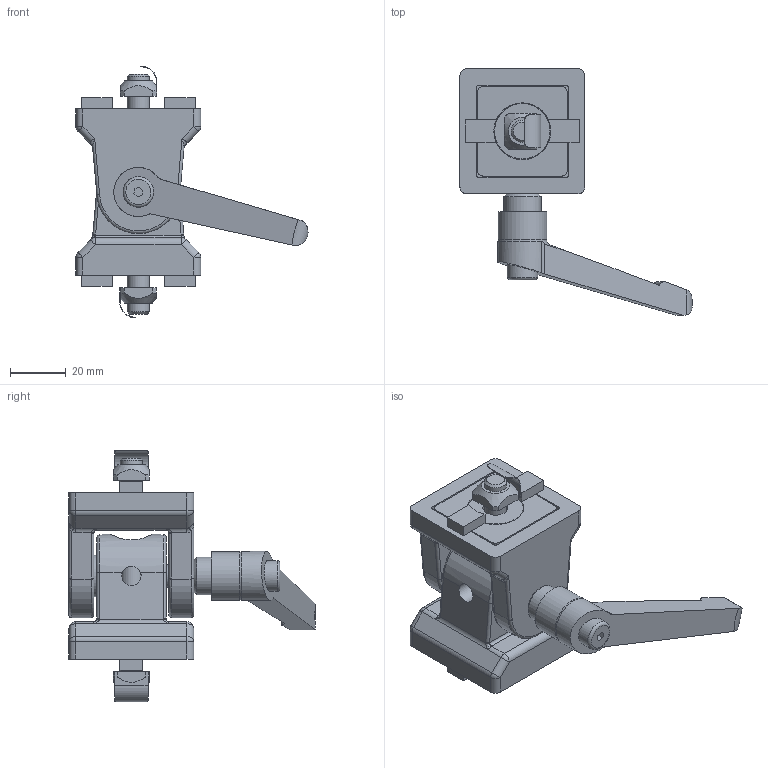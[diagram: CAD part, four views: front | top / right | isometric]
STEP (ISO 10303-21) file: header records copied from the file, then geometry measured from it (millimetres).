
FILE_DESCRIPTION(/* description */ ('Gleitmutter mit Federblech'),/* implementation_level */ '2;1');
FILE_NAME(/* name */ '212010-7.step',/* time_stamp */ '2021-08-27T13:49:28+02:00',/* author */ ('Oster'),/* organization */ (''),/* preprocessor_version */ 'ST-DEVELOPER v18.1',/* originating_system */ 'Autodesk Inventor 2021',/* authorisation */ '');
FILE_SCHEMA (('AUTOMOTIVE_DESIGN { 1 0 10303 214 3 1 1 }'));
Length unit declared in the file: millimetre
Products named in the file (10): leer; 21-2012-0FZ.003; 21-2011-0FZ.003; leer_1; leer_2; leer_3; 21-1351-2FZ.005; 21-1372-0FZ.001; 21-2016-0FZ.002; leer_4
Assembly tree (11 placements, depth 2):
  leer
    21-2012-0FZ.003
    21-2011-0FZ.003
    leer_1
    leer_2
    leer_3
    21-1351-2FZ.005  x2
    21-1372-0FZ.001
    21-2016-0FZ.002  x2
    leer_4
Bounding box: 83.67 x 88.69 x 90.61 mm (x, y, z)
Volume: 100234.6 mm3; surface area: 37962.3 mm2
Topology: 11 solids, 11 shells, 389 faces, 952 edges, 576 vertices
Faces by surface type: plane 146, cylinder 110, cone 59, bspline 38, torus 24, sphere 12
Full cylindrical faces by diameter (mm): 7 x2, 8 x7, 9 x3, 10 x3, 11 x1, 13 x2, 13.5 x1, 15 x3, 17.498 x1, 20 x2, 20.5 x2
Entity records: 12007 total; most frequent: CARTESIAN_POINT 3742, ORIENTED_EDGE 1644, DIRECTION 1635, EDGE_CURVE 822, AXIS2_PLACEMENT_3D 637, VERTEX_POINT 502, EDGE_LOOP 378, LINE 361
